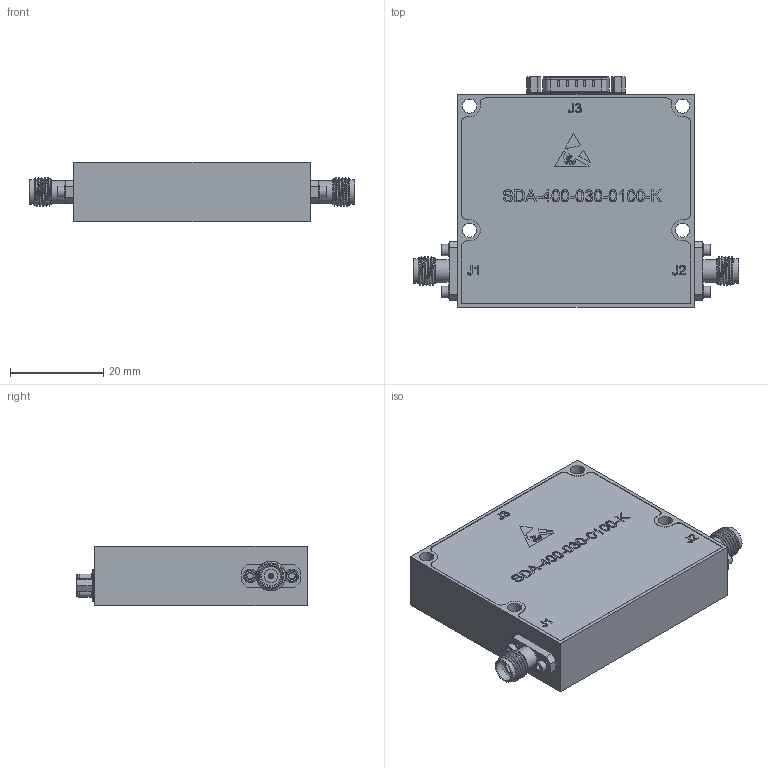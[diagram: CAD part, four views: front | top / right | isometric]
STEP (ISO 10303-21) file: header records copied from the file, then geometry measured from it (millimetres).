
FILE_DESCRIPTION (( 'STEP AP203' ), '1' );
FILE_NAME ('SDA-400-030-0100-K_3D.step', '2021-07-07T23:59:17', ( '' ), ( '' ), 'SwSTEP 2.0', 'SolidWorks 2020', '' );
FILE_SCHEMA (( 'CONFIG_CONTROL_DESIGN' ));
Products named in the file (1): SDA-400-030-0100-K_3D
Bounding box: 69.85 x 49.48 x 12.7 mm (x, y, z)
Volume: 29457.5 mm3; surface area: 8823.5 mm2
Topology: 1 solids, 7 shells, 873 faces, 2199 edges, 1422 vertices
Faces by surface type: plane 440, bspline 224, cylinder 112, cone 64, torus 18, sphere 15
Full cylindrical faces by diameter (mm): 0.508 x2, 0.545 x15, 0.94 x2, 1.19 x1, 1.194 x4, 1.246 x1, 1.524 x12, 1.744 x2, 1.854 x4, 2.438 x4, 2.54 x2, 2.92 x2, 2.946 x4, 3.048 x4, 4.521 x2, 4.826 x2, 5.334 x2
Entity records: 40449 total; most frequent: CARTESIAN_POINT 22068, ORIENTED_EDGE 3972, DIRECTION 3058, EDGE_CURVE 1986, VERTEX_POINT 1332, VECTOR 1150, LINE 1150, EDGE_LOOP 1082
